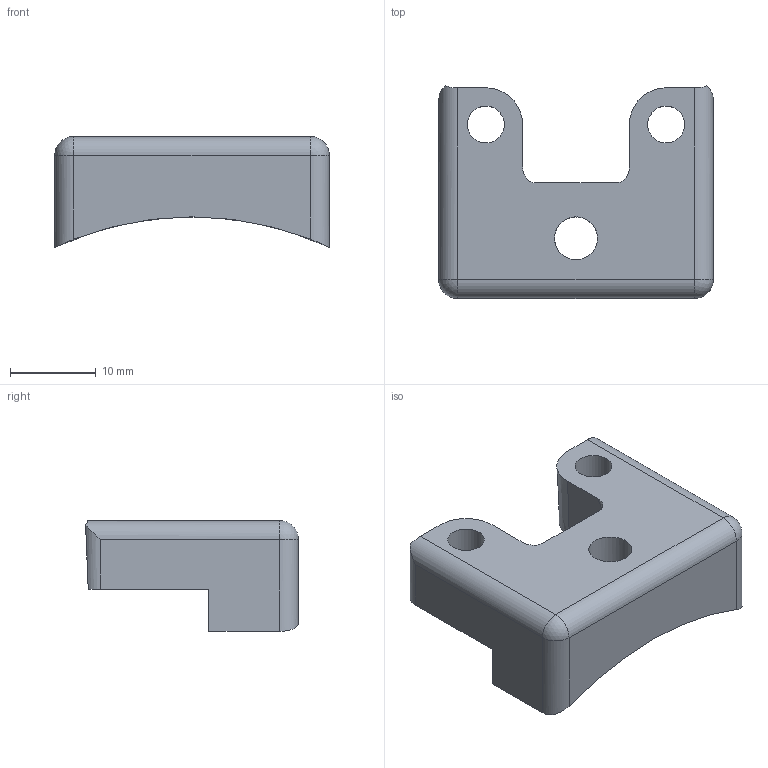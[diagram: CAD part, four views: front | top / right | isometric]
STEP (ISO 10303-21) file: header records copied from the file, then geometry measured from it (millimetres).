
FILE_DESCRIPTION(/* description */ (''),/* implementation_level */ '2;1');
FILE_NAME(/* name */ 'UR5_G5_camera_adapter.step',/* time_stamp */ '2024-07-31T09:13:47+02:00',/* author */ (''),/* organization */ (''),/* preprocessor_version */ 'ST-DEVELOPER v20',/* originating_system */ 'Autodesk Translation Framework v13.14.0.145',/* authorisation */ '');
FILE_SCHEMA (('AUTOMOTIVE_DESIGN { 1 0 10303 214 3 1 1 }'));
Length unit declared in the file: millimetre
Products named in the file (2): UR5_G5_PROTECTOR_20190715; fixation
Assembly tree (1 placements, depth 2):
  UR5_G5_PROTECTOR_20190715
    fixation
Bounding box: 31.98 x 24.8 x 12.92 mm (x, y, z)
Volume: 5219.8 mm3; surface area: 2737.5 mm2
Topology: 1 solids, 1 shells, 30 faces, 81 edges, 53 vertices
Faces by surface type: cylinder 14, plane 10, cone 2, bspline 2, sphere 2
Full cylindrical faces by diameter (mm): 4.3 x2, 5 x1
Entity records: 1172 total; most frequent: CARTESIAN_POINT 353, ORIENTED_EDGE 162, DIRECTION 158, EDGE_CURVE 81, AXIS2_PLACEMENT_3D 60, VERTEX_POINT 53, LINE 38, VECTOR 38
